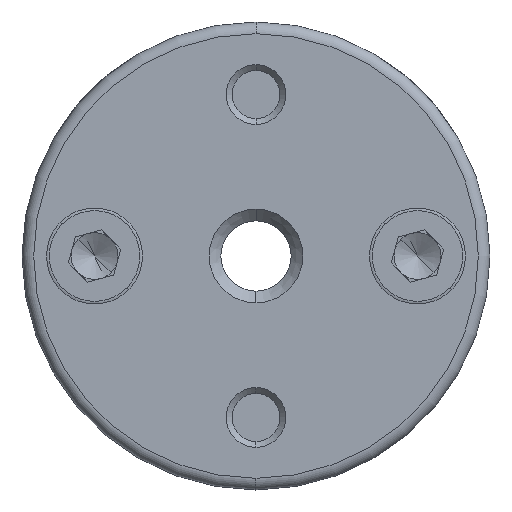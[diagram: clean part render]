
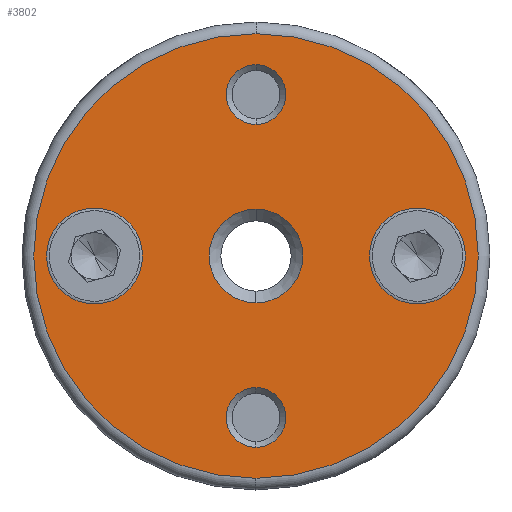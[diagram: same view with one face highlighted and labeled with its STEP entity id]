
A CAD part, front view. The second image highlights one B-rep face of the part: STEP entity #3802.
In plain terms, the highlighted face is planar.
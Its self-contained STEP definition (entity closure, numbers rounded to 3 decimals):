
#32 = FACE_BOUND ( 'NONE', #2435, .T. ) ;
#61 = VERTEX_POINT ( 'NONE', #1987 ) ;
#83 = VERTEX_POINT ( 'NONE', #1038 ) ;
#201 = DIRECTION ( 'NONE',  ( 0., 1., 0. ) ) ;
#259 = VERTEX_POINT ( 'NONE', #4468 ) ;
#268 = CARTESIAN_POINT ( 'NONE',  ( 0., 8.2, -6.9 ) ) ;
#275 = CARTESIAN_POINT ( 'NONE',  ( 6.9, 8.2, -2.05 ) ) ;
#328 = VERTEX_POINT ( 'NONE', #2346 ) ;
#378 = EDGE_LOOP ( 'NONE', ( #752, #2800 ) ) ;
#403 = DIRECTION ( 'NONE',  ( 0., 0., 1. ) ) ;
#431 = CARTESIAN_POINT ( 'NONE',  ( 0., 8.2, 2. ) ) ;
#493 = CARTESIAN_POINT ( 'NONE',  ( 0., 8.2, 0. ) ) ;
#624 = CARTESIAN_POINT ( 'NONE',  ( 0., 8.2, 0. ) ) ;
#634 = VERTEX_POINT ( 'NONE', #275 ) ;
#678 = DIRECTION ( 'NONE',  ( 0., 0., 1. ) ) ;
#733 = EDGE_LOOP ( 'NONE', ( #781, #2011 ) ) ;
#752 = ORIENTED_EDGE ( 'NONE', *, *, #4651, .F. ) ;
#781 = ORIENTED_EDGE ( 'NONE', *, *, #4645, .F. ) ;
#786 = ORIENTED_EDGE ( 'NONE', *, *, #4601, .T. ) ;
#807 = DIRECTION ( 'NONE',  ( 0., 0., 1. ) ) ;
#888 = DIRECTION ( 'NONE',  ( 0., 1., 0. ) ) ;
#1013 = AXIS2_PLACEMENT_3D ( 'NONE', #3492, #1096, #3872 ) ;
#1028 = AXIS2_PLACEMENT_3D ( 'NONE', #268, #3093, #678 ) ;
#1037 = DIRECTION ( 'NONE',  ( 0., 0., 1. ) ) ;
#1038 = CARTESIAN_POINT ( 'NONE',  ( -6.9, 8.2, 2.05 ) ) ;
#1039 = AXIS2_PLACEMENT_3D ( 'NONE', #1883, #4604, #2303 ) ;
#1050 = AXIS2_PLACEMENT_3D ( 'NONE', #2289, #4971, #2684 ) ;
#1055 = CIRCLE ( 'NONE', #1080, 2. ) ;
#1063 = AXIS2_PLACEMENT_3D ( 'NONE', #624, #3420, #1037 ) ;
#1080 = AXIS2_PLACEMENT_3D ( 'NONE', #3795, #1415, #4165 ) ;
#1096 = DIRECTION ( 'NONE',  ( 0., 1., 0. ) ) ;
#1128 = FACE_BOUND ( 'NONE', #1470, .T. ) ;
#1209 = DIRECTION ( 'NONE',  ( 0., 1., 0. ) ) ;
#1212 = EDGE_LOOP ( 'NONE', ( #4559, #786 ) ) ;
#1305 = AXIS2_PLACEMENT_3D ( 'NONE', #3970, #1617, #4343 ) ;
#1415 = DIRECTION ( 'NONE',  ( 0., -1., 0. ) ) ;
#1469 = AXIS2_PLACEMENT_3D ( 'NONE', #3275, #888, #3662 ) ;
#1470 = EDGE_LOOP ( 'NONE', ( #2817, #5117 ) ) ;
#1515 = AXIS2_PLACEMENT_3D ( 'NONE', #3591, #1209, #3978 ) ;
#1569 = CARTESIAN_POINT ( 'NONE',  ( 6.9, 8.2, 0. ) ) ;
#1617 = DIRECTION ( 'NONE',  ( 0., 1., 0. ) ) ;
#1621 = CIRCLE ( 'NONE', #1050, 2.05 ) ;
#1683 = VERTEX_POINT ( 'NONE', #4181 ) ;
#1775 = AXIS2_PLACEMENT_3D ( 'NONE', #493, #2151, #4852 ) ;
#1880 = ORIENTED_EDGE ( 'NONE', *, *, #4680, .F. ) ;
#1883 = CARTESIAN_POINT ( 'NONE',  ( -6.9, 8.2, 0. ) ) ;
#1900 = AXIS2_PLACEMENT_3D ( 'NONE', #5122, #2836, #403 ) ;
#1971 = AXIS2_PLACEMENT_3D ( 'NONE', #1569, #201, #807 ) ;
#1986 = EDGE_LOOP ( 'NONE', ( #1880, #2622 ) ) ;
#1987 = CARTESIAN_POINT ( 'NONE',  ( 6.9, 8.2, 2.05 ) ) ;
#2011 = ORIENTED_EDGE ( 'NONE', *, *, #3715, .F. ) ;
#2081 = FACE_BOUND ( 'NONE', #1986, .T. ) ;
#2115 = VERTEX_POINT ( 'NONE', #2244 ) ;
#2151 = DIRECTION ( 'NONE',  ( 0., 1., 0. ) ) ;
#2176 = AXIS2_PLACEMENT_3D ( 'NONE', #3986, #3989, #3995 ) ;
#2244 = CARTESIAN_POINT ( 'NONE',  ( -6.9, 8.2, -2.05 ) ) ;
#2289 = CARTESIAN_POINT ( 'NONE',  ( 6.9, 8.2, 0. ) ) ;
#2303 = DIRECTION ( 'NONE',  ( 0., 0., 1. ) ) ;
#2336 = CIRCLE ( 'NONE', #1305, 1.275 ) ;
#2346 = CARTESIAN_POINT ( 'NONE',  ( 0., 8.2, -5.625 ) ) ;
#2399 = VERTEX_POINT ( 'NONE', #2678 ) ;
#2435 = EDGE_LOOP ( 'NONE', ( #3673, #4698 ) ) ;
#2480 = CIRCLE ( 'NONE', #2176, 2. ) ;
#2579 = CIRCLE ( 'NONE', #1028, 1.275 ) ;
#2622 = ORIENTED_EDGE ( 'NONE', *, *, #4378, .F. ) ;
#2678 = CARTESIAN_POINT ( 'NONE',  ( 0., 8.2, -2. ) ) ;
#2684 = DIRECTION ( 'NONE',  ( 0., 0., 1. ) ) ;
#2726 = CIRCLE ( 'NONE', #1900, 2.05 ) ;
#2800 = ORIENTED_EDGE ( 'NONE', *, *, #4115, .F. ) ;
#2817 = ORIENTED_EDGE ( 'NONE', *, *, #3413, .T. ) ;
#2836 = DIRECTION ( 'NONE',  ( 0., 1., 0. ) ) ;
#2941 = VERTEX_POINT ( 'NONE', #3216 ) ;
#3093 = DIRECTION ( 'NONE',  ( 0., 1., 0. ) ) ;
#3139 = FACE_BOUND ( 'NONE', #378, .T. ) ;
#3216 = CARTESIAN_POINT ( 'NONE',  ( 0., 8.2, 9.5 ) ) ;
#3232 = VERTEX_POINT ( 'NONE', #3625 ) ;
#3249 = CIRCLE ( 'NONE', #1515, 9.5 ) ;
#3252 = FACE_OUTER_BOUND ( 'NONE', #1212, .T. ) ;
#3275 = CARTESIAN_POINT ( 'NONE',  ( 0., 8.2, -6.9 ) ) ;
#3413 = EDGE_CURVE ( 'NONE', #4401, #2399, #2480, .T. ) ;
#3420 = DIRECTION ( 'NONE',  ( 0., 1., 0. ) ) ;
#3487 = CIRCLE ( 'NONE', #1013, 1.275 ) ;
#3492 = CARTESIAN_POINT ( 'NONE',  ( 0., 8.2, 6.9 ) ) ;
#3591 = CARTESIAN_POINT ( 'NONE',  ( 0., 8.2, 0. ) ) ;
#3621 = EDGE_CURVE ( 'NONE', #634, #61, #4322, .T. ) ;
#3625 = CARTESIAN_POINT ( 'NONE',  ( 0., 8.2, 8.175 ) ) ;
#3662 = DIRECTION ( 'NONE',  ( 0., 0., 1. ) ) ;
#3673 = ORIENTED_EDGE ( 'NONE', *, *, #4633, .F. ) ;
#3715 = EDGE_CURVE ( 'NONE', #2115, #83, #2726, .T. ) ;
#3795 = CARTESIAN_POINT ( 'NONE',  ( 0., 8.2, 0. ) ) ;
#3802 = ADVANCED_FACE ( 'NONE', ( #1128, #3252, #32, #4148, #3139, #2081 ), #4835, .T. ) ;
#3872 = DIRECTION ( 'NONE',  ( 0., 0., 1. ) ) ;
#3970 = CARTESIAN_POINT ( 'NONE',  ( 0., 8.2, 6.9 ) ) ;
#3978 = DIRECTION ( 'NONE',  ( 0., 0., 1. ) ) ;
#3986 = CARTESIAN_POINT ( 'NONE',  ( 0., 8.2, 0. ) ) ;
#3989 = DIRECTION ( 'NONE',  ( 0., -1., 0. ) ) ;
#3995 = DIRECTION ( 'NONE',  ( 0., 0., 1. ) ) ;
#4071 = EDGE_CURVE ( 'NONE', #2941, #259, #3249, .T. ) ;
#4115 = EDGE_CURVE ( 'NONE', #4286, #328, #4141, .T. ) ;
#4141 = CIRCLE ( 'NONE', #1469, 1.275 ) ;
#4148 = FACE_BOUND ( 'NONE', #733, .T. ) ;
#4165 = DIRECTION ( 'NONE',  ( 0., 0., 1. ) ) ;
#4181 = CARTESIAN_POINT ( 'NONE',  ( 0., 8.2, 5.625 ) ) ;
#4230 = CARTESIAN_POINT ( 'NONE',  ( 0., 8.2, -8.175 ) ) ;
#4286 = VERTEX_POINT ( 'NONE', #4230 ) ;
#4322 = CIRCLE ( 'NONE', #1971, 2.05 ) ;
#4343 = DIRECTION ( 'NONE',  ( 0., 0., 1. ) ) ;
#4378 = EDGE_CURVE ( 'NONE', #1683, #3232, #2336, .T. ) ;
#4401 = VERTEX_POINT ( 'NONE', #431 ) ;
#4468 = CARTESIAN_POINT ( 'NONE',  ( 0., 8.2, -9.5 ) ) ;
#4559 = ORIENTED_EDGE ( 'NONE', *, *, #4071, .T. ) ;
#4584 = EDGE_CURVE ( 'NONE', #2399, #4401, #1055, .T. ) ;
#4601 = EDGE_CURVE ( 'NONE', #259, #2941, #4855, .T. ) ;
#4604 = DIRECTION ( 'NONE',  ( 0., 1., 0. ) ) ;
#4617 = CIRCLE ( 'NONE', #1039, 2.05 ) ;
#4633 = EDGE_CURVE ( 'NONE', #61, #634, #1621, .T. ) ;
#4645 = EDGE_CURVE ( 'NONE', #83, #2115, #4617, .T. ) ;
#4651 = EDGE_CURVE ( 'NONE', #328, #4286, #2579, .T. ) ;
#4680 = EDGE_CURVE ( 'NONE', #3232, #1683, #3487, .T. ) ;
#4698 = ORIENTED_EDGE ( 'NONE', *, *, #3621, .F. ) ;
#4835 = PLANE ( 'NONE',  #1775 ) ;
#4852 = DIRECTION ( 'NONE',  ( 0., 0., 1. ) ) ;
#4855 = CIRCLE ( 'NONE', #1063, 9.5 ) ;
#4971 = DIRECTION ( 'NONE',  ( 0., 1., 0. ) ) ;
#5117 = ORIENTED_EDGE ( 'NONE', *, *, #4584, .T. ) ;
#5122 = CARTESIAN_POINT ( 'NONE',  ( -6.9, 8.2, 0. ) ) ;
